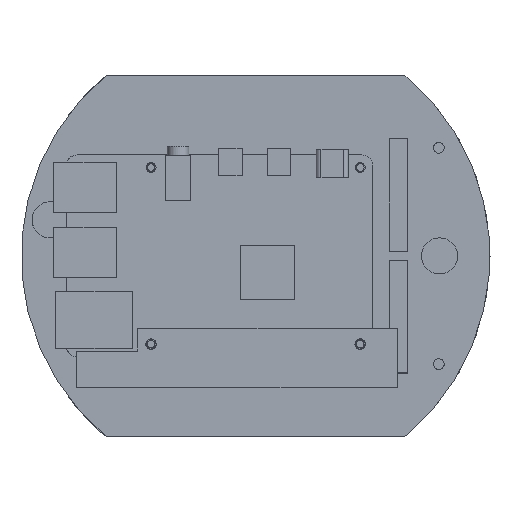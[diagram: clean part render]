
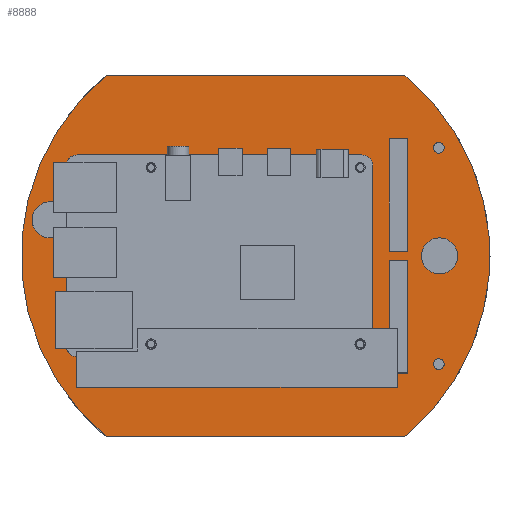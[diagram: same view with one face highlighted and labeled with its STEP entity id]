
A CAD part, top view. The second image highlights one B-rep face of the part: STEP entity #8888.
In plain terms, the highlighted planar face has unit normal (0, 0, 1).
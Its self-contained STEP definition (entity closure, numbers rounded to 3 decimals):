
#328=FACE_BOUND('',#1364,.T.);
#329=FACE_BOUND('',#1365,.T.);
#330=FACE_BOUND('',#1366,.T.);
#331=FACE_BOUND('',#1367,.T.);
#332=FACE_BOUND('',#1368,.T.);
#333=FACE_BOUND('',#1369,.T.);
#334=FACE_BOUND('',#1370,.T.);
#335=FACE_BOUND('',#1371,.T.);
#336=FACE_BOUND('',#1372,.T.);
#337=FACE_BOUND('',#1373,.T.);
#541=CIRCLE('',#9803,5.);
#543=CIRCLE('',#9807,5.);
#544=CIRCLE('',#9820,1.5);
#545=CIRCLE('',#9821,1.5);
#547=CIRCLE('',#9824,1.5);
#548=CIRCLE('',#9825,1.5);
#550=CIRCLE('',#9828,1.3);
#551=CIRCLE('',#9829,1.3);
#553=CIRCLE('',#9832,1.3);
#554=CIRCLE('',#9833,1.3);
#556=CIRCLE('',#9836,1.3);
#557=CIRCLE('',#9837,1.3);
#559=CIRCLE('',#9840,1.3);
#560=CIRCLE('',#9841,1.3);
#562=CIRCLE('',#9846,65.);
#565=CIRCLE('',#9850,65.);
#826=FACE_OUTER_BOUND('',#1363,.T.);
#1363=EDGE_LOOP('',(#6608,#6609,#6610,#6611));
#1364=EDGE_LOOP('',(#6612));
#1365=EDGE_LOOP('',(#6613));
#1366=EDGE_LOOP('',(#6614,#6615,#6616,#6617));
#1367=EDGE_LOOP('',(#6618,#6619,#6620,#6621));
#1368=EDGE_LOOP('',(#6622,#6623));
#1369=EDGE_LOOP('',(#6624,#6625));
#1370=EDGE_LOOP('',(#6626,#6627));
#1371=EDGE_LOOP('',(#6628,#6629));
#1372=EDGE_LOOP('',(#6630,#6631));
#1373=EDGE_LOOP('',(#6632,#6633));
#2012=LINE('',#13579,#2997);
#2016=LINE('',#13587,#3001);
#2019=LINE('',#13593,#3004);
#2022=LINE('',#13598,#3007);
#2024=LINE('',#13604,#3009);
#2028=LINE('',#13612,#3013);
#2031=LINE('',#13618,#3016);
#2034=LINE('',#13623,#3019);
#2044=LINE('',#13681,#3029);
#2048=LINE('',#13690,#3033);
#2997=VECTOR('',#11070,10.);
#3001=VECTOR('',#11076,10.);
#3004=VECTOR('',#11081,10.);
#3007=VECTOR('',#11086,10.);
#3009=VECTOR('',#11092,10.);
#3013=VECTOR('',#11098,10.);
#3016=VECTOR('',#11103,10.);
#3019=VECTOR('',#11108,10.);
#3029=VECTOR('',#11170,10.);
#3033=VECTOR('',#11176,10.);
#3988=VERTEX_POINT('',#13565);
#3990=VERTEX_POINT('',#13572);
#3991=VERTEX_POINT('',#13577);
#3992=VERTEX_POINT('',#13578);
#3995=VERTEX_POINT('',#13586);
#3997=VERTEX_POINT('',#13592);
#3999=VERTEX_POINT('',#13602);
#4000=VERTEX_POINT('',#13603);
#4003=VERTEX_POINT('',#13611);
#4005=VERTEX_POINT('',#13617);
#4007=VERTEX_POINT('',#13627);
#4008=VERTEX_POINT('',#13628);
#4010=VERTEX_POINT('',#13635);
#4011=VERTEX_POINT('',#13636);
#4013=VERTEX_POINT('',#13643);
#4014=VERTEX_POINT('',#13644);
#4016=VERTEX_POINT('',#13651);
#4017=VERTEX_POINT('',#13652);
#4019=VERTEX_POINT('',#13659);
#4020=VERTEX_POINT('',#13660);
#4022=VERTEX_POINT('',#13667);
#4023=VERTEX_POINT('',#13668);
#4027=VERTEX_POINT('',#13678);
#4028=VERTEX_POINT('',#13680);
#4031=VERTEX_POINT('',#13687);
#4032=VERTEX_POINT('',#13689);
#4931=EDGE_CURVE('',#3988,#3988,#541,.T.);
#4934=EDGE_CURVE('',#3990,#3990,#543,.T.);
#4935=EDGE_CURVE('',#3991,#3992,#2012,.T.);
#4939=EDGE_CURVE('',#3992,#3995,#2016,.T.);
#4942=EDGE_CURVE('',#3995,#3997,#2019,.T.);
#4945=EDGE_CURVE('',#3997,#3991,#2022,.T.);
#4947=EDGE_CURVE('',#3999,#4000,#2024,.T.);
#4951=EDGE_CURVE('',#4000,#4003,#2028,.T.);
#4954=EDGE_CURVE('',#4003,#4005,#2031,.T.);
#4957=EDGE_CURVE('',#4005,#3999,#2034,.T.);
#4959=EDGE_CURVE('',#4007,#4008,#544,.T.);
#4960=EDGE_CURVE('',#4008,#4007,#545,.T.);
#4963=EDGE_CURVE('',#4010,#4011,#547,.T.);
#4964=EDGE_CURVE('',#4011,#4010,#548,.T.);
#4967=EDGE_CURVE('',#4013,#4014,#550,.T.);
#4968=EDGE_CURVE('',#4014,#4013,#551,.T.);
#4971=EDGE_CURVE('',#4016,#4017,#553,.T.);
#4972=EDGE_CURVE('',#4017,#4016,#554,.T.);
#4975=EDGE_CURVE('',#4019,#4020,#556,.T.);
#4976=EDGE_CURVE('',#4020,#4019,#557,.T.);
#4979=EDGE_CURVE('',#4022,#4023,#559,.T.);
#4980=EDGE_CURVE('',#4023,#4022,#560,.T.);
#4985=EDGE_CURVE('',#4028,#4027,#2044,.T.);
#4989=EDGE_CURVE('',#4032,#4031,#2048,.T.);
#4991=EDGE_CURVE('',#4031,#4028,#562,.T.);
#4994=EDGE_CURVE('',#4027,#4032,#565,.T.);
#6608=ORIENTED_EDGE('',*,*,#4985,.T.);
#6609=ORIENTED_EDGE('',*,*,#4994,.T.);
#6610=ORIENTED_EDGE('',*,*,#4989,.T.);
#6611=ORIENTED_EDGE('',*,*,#4991,.T.);
#6612=ORIENTED_EDGE('',*,*,#4931,.T.);
#6613=ORIENTED_EDGE('',*,*,#4934,.T.);
#6614=ORIENTED_EDGE('',*,*,#4935,.T.);
#6615=ORIENTED_EDGE('',*,*,#4939,.T.);
#6616=ORIENTED_EDGE('',*,*,#4942,.T.);
#6617=ORIENTED_EDGE('',*,*,#4945,.T.);
#6618=ORIENTED_EDGE('',*,*,#4947,.T.);
#6619=ORIENTED_EDGE('',*,*,#4951,.T.);
#6620=ORIENTED_EDGE('',*,*,#4954,.T.);
#6621=ORIENTED_EDGE('',*,*,#4957,.T.);
#6622=ORIENTED_EDGE('',*,*,#4959,.T.);
#6623=ORIENTED_EDGE('',*,*,#4960,.T.);
#6624=ORIENTED_EDGE('',*,*,#4963,.T.);
#6625=ORIENTED_EDGE('',*,*,#4964,.T.);
#6626=ORIENTED_EDGE('',*,*,#4967,.T.);
#6627=ORIENTED_EDGE('',*,*,#4968,.T.);
#6628=ORIENTED_EDGE('',*,*,#4971,.T.);
#6629=ORIENTED_EDGE('',*,*,#4972,.T.);
#6630=ORIENTED_EDGE('',*,*,#4975,.T.);
#6631=ORIENTED_EDGE('',*,*,#4976,.T.);
#6632=ORIENTED_EDGE('',*,*,#4979,.T.);
#6633=ORIENTED_EDGE('',*,*,#4980,.T.);
#8437=PLANE('',#9852);
#8888=ADVANCED_FACE('',(#826,#328,#329,#330,#331,#332,#333,#334,#335,#336,
#337),#8437,.T.);
#9803=AXIS2_PLACEMENT_3D('',#13567,#11055,#11056);
#9807=AXIS2_PLACEMENT_3D('',#13574,#11064,#11065);
#9820=AXIS2_PLACEMENT_3D('',#13629,#11114,#11115);
#9821=AXIS2_PLACEMENT_3D('',#13630,#11116,#11117);
#9824=AXIS2_PLACEMENT_3D('',#13637,#11123,#11124);
#9825=AXIS2_PLACEMENT_3D('',#13638,#11125,#11126);
#9828=AXIS2_PLACEMENT_3D('',#13645,#11132,#11133);
#9829=AXIS2_PLACEMENT_3D('',#13646,#11134,#11135);
#9832=AXIS2_PLACEMENT_3D('',#13653,#11141,#11142);
#9833=AXIS2_PLACEMENT_3D('',#13654,#11143,#11144);
#9836=AXIS2_PLACEMENT_3D('',#13661,#11150,#11151);
#9837=AXIS2_PLACEMENT_3D('',#13662,#11152,#11153);
#9840=AXIS2_PLACEMENT_3D('',#13669,#11159,#11160);
#9841=AXIS2_PLACEMENT_3D('',#13670,#11161,#11162);
#9846=AXIS2_PLACEMENT_3D('',#13693,#11180,#11181);
#9850=AXIS2_PLACEMENT_3D('',#13697,#11188,#11189);
#9852=AXIS2_PLACEMENT_3D('',#13699,#11192,#11193);
#11055=DIRECTION('center_axis',(0.,0.,-1.));
#11056=DIRECTION('ref_axis',(-1.,0.,0.));
#11064=DIRECTION('center_axis',(0.,0.,-1.));
#11065=DIRECTION('ref_axis',(-1.,0.,0.));
#11070=DIRECTION('',(0.,-1.,0.));
#11076=DIRECTION('',(-1.,0.,0.));
#11081=DIRECTION('',(0.,1.,0.));
#11086=DIRECTION('',(1.,0.,0.));
#11092=DIRECTION('',(0.,1.,0.));
#11098=DIRECTION('',(1.,0.,0.));
#11103=DIRECTION('',(0.,-1.,0.));
#11108=DIRECTION('',(-1.,0.,0.));
#11114=DIRECTION('center_axis',(0.,0.,-1.));
#11115=DIRECTION('ref_axis',(1.,0.,0.));
#11116=DIRECTION('center_axis',(0.,0.,-1.));
#11117=DIRECTION('ref_axis',(1.,0.,0.));
#11123=DIRECTION('center_axis',(0.,0.,-1.));
#11124=DIRECTION('ref_axis',(1.,0.,0.));
#11125=DIRECTION('center_axis',(0.,0.,-1.));
#11126=DIRECTION('ref_axis',(1.,0.,0.));
#11132=DIRECTION('center_axis',(0.,0.,-1.));
#11133=DIRECTION('ref_axis',(1.,0.,0.));
#11134=DIRECTION('center_axis',(0.,0.,-1.));
#11135=DIRECTION('ref_axis',(1.,0.,0.));
#11141=DIRECTION('center_axis',(0.,0.,-1.));
#11142=DIRECTION('ref_axis',(1.,0.,0.));
#11143=DIRECTION('center_axis',(0.,0.,-1.));
#11144=DIRECTION('ref_axis',(1.,0.,0.));
#11150=DIRECTION('center_axis',(0.,0.,-1.));
#11151=DIRECTION('ref_axis',(1.,0.,0.));
#11152=DIRECTION('center_axis',(0.,0.,-1.));
#11153=DIRECTION('ref_axis',(1.,0.,0.));
#11159=DIRECTION('center_axis',(0.,0.,-1.));
#11160=DIRECTION('ref_axis',(1.,0.,0.));
#11161=DIRECTION('center_axis',(0.,0.,-1.));
#11162=DIRECTION('ref_axis',(1.,0.,0.));
#11170=DIRECTION('',(1.,0.,0.));
#11176=DIRECTION('',(-1.,0.,0.));
#11180=DIRECTION('center_axis',(0.,0.,1.));
#11181=DIRECTION('ref_axis',(-1.,0.,0.));
#11188=DIRECTION('center_axis',(0.,0.,1.));
#11189=DIRECTION('ref_axis',(-1.,0.,0.));
#11192=DIRECTION('center_axis',(0.,0.,1.));
#11193=DIRECTION('ref_axis',(1.,0.,0.));
#13565=CARTESIAN_POINT('',(-52.,10.,1.6));
#13567=CARTESIAN_POINT('Origin',(-57.,10.,1.6));
#13572=CARTESIAN_POINT('',(56.,0.,1.6));
#13574=CARTESIAN_POINT('Origin',(51.,0.,1.6));
#13577=CARTESIAN_POINT('',(42.,32.5,1.6));
#13578=CARTESIAN_POINT('',(42.,1.25,1.6));
#13579=CARTESIAN_POINT('',(42.,0.625,1.6));
#13586=CARTESIAN_POINT('',(37.,1.25,1.6));
#13587=CARTESIAN_POINT('',(18.5,1.25,1.6));
#13592=CARTESIAN_POINT('',(37.,32.5,1.6));
#13593=CARTESIAN_POINT('',(37.,16.25,1.6));
#13598=CARTESIAN_POINT('',(21.,32.5,1.6));
#13602=CARTESIAN_POINT('',(37.,-32.5,1.6));
#13603=CARTESIAN_POINT('',(37.,-1.25,1.6));
#13604=CARTESIAN_POINT('',(37.,-0.625,1.6));
#13611=CARTESIAN_POINT('',(42.,-1.25,1.6));
#13612=CARTESIAN_POINT('',(21.,-1.25,1.6));
#13617=CARTESIAN_POINT('',(42.,-32.5,1.6));
#13618=CARTESIAN_POINT('',(42.,-16.25,1.6));
#13623=CARTESIAN_POINT('',(18.5,-32.5,1.6));
#13627=CARTESIAN_POINT('',(52.3,30.,1.6));
#13628=CARTESIAN_POINT('',(49.3,30.,1.6));
#13629=CARTESIAN_POINT('Origin',(50.8,30.,1.6));
#13630=CARTESIAN_POINT('Origin',(50.8,30.,1.6));
#13635=CARTESIAN_POINT('',(52.3,-30.,1.6));
#13636=CARTESIAN_POINT('',(49.3,-30.,1.6));
#13637=CARTESIAN_POINT('Origin',(50.8,-30.,1.6));
#13638=CARTESIAN_POINT('Origin',(50.8,-30.,1.6));
#13643=CARTESIAN_POINT('',(-27.7,-24.5,1.6));
#13644=CARTESIAN_POINT('',(-30.3,-24.5,1.6));
#13645=CARTESIAN_POINT('Origin',(-29.,-24.5,1.6));
#13646=CARTESIAN_POINT('Origin',(-29.,-24.5,1.6));
#13651=CARTESIAN_POINT('',(30.3,24.5,1.6));
#13652=CARTESIAN_POINT('',(27.7,24.5,1.6));
#13653=CARTESIAN_POINT('Origin',(29.,24.5,1.6));
#13654=CARTESIAN_POINT('Origin',(29.,24.5,1.6));
#13659=CARTESIAN_POINT('',(30.3,-24.5,1.6));
#13660=CARTESIAN_POINT('',(27.7,-24.5,1.6));
#13661=CARTESIAN_POINT('Origin',(29.,-24.5,1.6));
#13662=CARTESIAN_POINT('Origin',(29.,-24.5,1.6));
#13667=CARTESIAN_POINT('',(-27.7,24.5,1.6));
#13668=CARTESIAN_POINT('',(-30.3,24.5,1.6));
#13669=CARTESIAN_POINT('Origin',(-29.,24.5,1.6));
#13670=CARTESIAN_POINT('Origin',(-29.,24.5,1.6));
#13678=CARTESIAN_POINT('',(41.412,-50.1,1.6));
#13680=CARTESIAN_POINT('',(-41.412,-50.1,1.6));
#13681=CARTESIAN_POINT('',(-20.706,-50.1,1.6));
#13687=CARTESIAN_POINT('',(-41.412,50.1,1.6));
#13689=CARTESIAN_POINT('',(41.412,50.1,1.6));
#13690=CARTESIAN_POINT('',(20.706,50.1,1.6));
#13693=CARTESIAN_POINT('Origin',(0.,0.,1.6));
#13697=CARTESIAN_POINT('Origin',(0.,0.,1.6));
#13699=CARTESIAN_POINT('Origin',(0.,0.,1.6));
